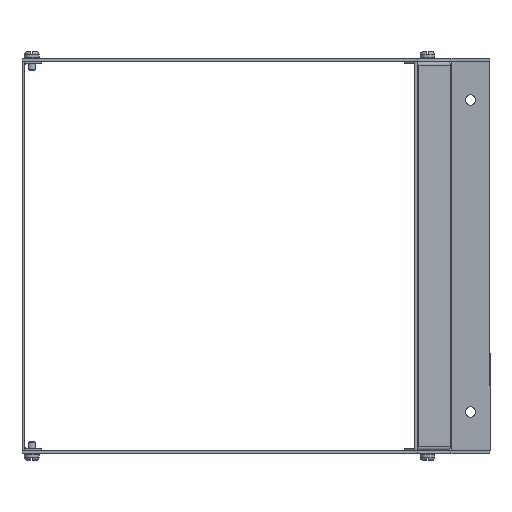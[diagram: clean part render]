
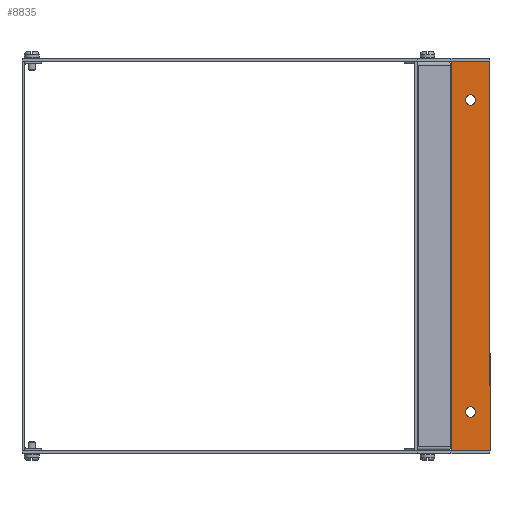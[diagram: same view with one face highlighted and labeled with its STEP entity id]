
A CAD part, front view. The second image highlights one B-rep face of the part: STEP entity #8835.
In plain terms, the highlighted planar face has unit normal (0, -1, 0).
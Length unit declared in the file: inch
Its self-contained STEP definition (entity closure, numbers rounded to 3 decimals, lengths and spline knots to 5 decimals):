
#360 = LINE ( 'NONE', #16017, #4811 ) ;
#382 = ORIENTED_EDGE ( 'NONE', *, *, #14522, .T. ) ;
#543 = EDGE_LOOP ( 'NONE', ( #1862, #382 ) ) ;
#1001 = DIRECTION ( 'NONE',  ( -1., 0., 0. ) ) ;
#1002 = EDGE_CURVE ( 'NONE', #9650, #6764, #15557, .T. ) ;
#1177 = ORIENTED_EDGE ( 'NONE', *, *, #9528, .T. ) ;
#1208 = CARTESIAN_POINT ( 'NONE',  ( 5.94168, -5.07182, 0. ) ) ;
#1255 = DIRECTION ( 'NONE',  ( 0., 0., -1. ) ) ;
#1431 = VERTEX_POINT ( 'NONE', #12868 ) ;
#1531 = DIRECTION ( 'NONE',  ( -1., 0., 0. ) ) ;
#1862 = ORIENTED_EDGE ( 'NONE', *, *, #2413, .T. ) ;
#1870 = DIRECTION ( 'NONE',  ( 0., 0., -1. ) ) ;
#1872 = DIRECTION ( 'NONE',  ( 0., 1., 0. ) ) ;
#2038 = DIRECTION ( 'NONE',  ( 1., 0., 0. ) ) ;
#2045 = CARTESIAN_POINT ( 'NONE',  ( 6.29518, -5.07182, -9. ) ) ;
#2099 = EDGE_CURVE ( 'NONE', #6764, #1431, #4689, .T. ) ;
#2413 = EDGE_CURVE ( 'NONE', #15843, #13170, #12504, .T. ) ;
#2546 = CARTESIAN_POINT ( 'NONE',  ( 6.42818, -5.07182, -1. ) ) ;
#2592 = AXIS2_PLACEMENT_3D ( 'NONE', #2546, #8734, #7715 ) ;
#2786 = EDGE_CURVE ( 'NONE', #14066, #12765, #8154, .T. ) ;
#3054 = DIRECTION ( 'NONE',  ( -1., 0., 0. ) ) ;
#4250 = CARTESIAN_POINT ( 'NONE',  ( 6.29518, -5.07182, -1. ) ) ;
#4354 = CARTESIAN_POINT ( 'NONE',  ( 6.42818, -5.07182, -9. ) ) ;
#4359 = DIRECTION ( 'NONE',  ( 0., 0., -1. ) ) ;
#4681 = AXIS2_PLACEMENT_3D ( 'NONE', #6436, #8975, #1001 ) ;
#4689 = LINE ( 'NONE', #9841, #16005 ) ;
#4811 = VECTOR ( 'NONE', #5703, 39.37008 ) ;
#5296 = VERTEX_POINT ( 'NONE', #8858 ) ;
#5424 = CIRCLE ( 'NONE', #14853, 0.133 ) ;
#5703 = DIRECTION ( 'NONE',  ( 0., 0., 1. ) ) ;
#6436 = CARTESIAN_POINT ( 'NONE',  ( 6.42818, -5.07182, -1. ) ) ;
#6443 = EDGE_CURVE ( 'NONE', #12765, #9650, #10853, .T. ) ;
#6602 = VECTOR ( 'NONE', #1870, 39.37008 ) ;
#6764 = VERTEX_POINT ( 'NONE', #13363 ) ;
#6799 = ORIENTED_EDGE ( 'NONE', *, *, #13132, .T. ) ;
#6993 = EDGE_LOOP ( 'NONE', ( #8520, #1177, #15095, #13400, #7618, #7804 ) ) ;
#7590 = EDGE_CURVE ( 'NONE', #5296, #10749, #9082, .T. ) ;
#7618 = ORIENTED_EDGE ( 'NONE', *, *, #6443, .T. ) ;
#7715 = DIRECTION ( 'NONE',  ( -1., 0., 0. ) ) ;
#7804 = ORIENTED_EDGE ( 'NONE', *, *, #1002, .T. ) ;
#8015 = AXIS2_PLACEMENT_3D ( 'NONE', #8051, #9173, #1531 ) ;
#8051 = CARTESIAN_POINT ( 'NONE',  ( 3.72218, -5.07182, 0. ) ) ;
#8154 = LINE ( 'NONE', #13308, #16018 ) ;
#8333 = FACE_BOUND ( 'NONE', #543, .T. ) ;
#8520 = ORIENTED_EDGE ( 'NONE', *, *, #2099, .T. ) ;
#8539 = CIRCLE ( 'NONE', #2592, 0.133 ) ;
#8734 = DIRECTION ( 'NONE',  ( 0., 1., 0. ) ) ;
#8835 = ADVANCED_FACE ( 'NONE', ( #10788, #8333, #13483 ), #13048, .T. ) ;
#8858 = CARTESIAN_POINT ( 'NONE',  ( 6.56118, -5.07182, -9. ) ) ;
#8975 = DIRECTION ( 'NONE',  ( 0., 1., 0. ) ) ;
#9082 = CIRCLE ( 'NONE', #15549, 0.133 ) ;
#9173 = DIRECTION ( 'NONE',  ( 0., -1., 0. ) ) ;
#9515 = CARTESIAN_POINT ( 'NONE',  ( 5.94168, -5.07182, -9.892 ) ) ;
#9528 = EDGE_CURVE ( 'NONE', #1431, #10257, #360, .T. ) ;
#9650 = VERTEX_POINT ( 'NONE', #9515 ) ;
#9791 = CARTESIAN_POINT ( 'NONE',  ( 5.94168, -5.07182, -0.108 ) ) ;
#9841 = CARTESIAN_POINT ( 'NONE',  ( 4.36589, -5.07182, -10. ) ) ;
#10257 = VERTEX_POINT ( 'NONE', #10499 ) ;
#10499 = CARTESIAN_POINT ( 'NONE',  ( 6.92818, -5.07182, 0. ) ) ;
#10604 = CARTESIAN_POINT ( 'NONE',  ( 6.56118, -5.07182, -1. ) ) ;
#10749 = VERTEX_POINT ( 'NONE', #2045 ) ;
#10788 = FACE_OUTER_BOUND ( 'NONE', #6993, .T. ) ;
#10853 = LINE ( 'NONE', #11022, #6602 ) ;
#10870 = CARTESIAN_POINT ( 'NONE',  ( 6.63288, -5.07182, 0. ) ) ;
#11022 = CARTESIAN_POINT ( 'NONE',  ( 5.94168, -5.07182, 0. ) ) ;
#11116 = VECTOR ( 'NONE', #1255, 39.37008 ) ;
#11172 = EDGE_LOOP ( 'NONE', ( #6799, #12851 ) ) ;
#12202 = DIRECTION ( 'NONE',  ( -1., 0., 0. ) ) ;
#12504 = CIRCLE ( 'NONE', #4681, 0.133 ) ;
#12765 = VERTEX_POINT ( 'NONE', #9791 ) ;
#12851 = ORIENTED_EDGE ( 'NONE', *, *, #7590, .T. ) ;
#12868 = CARTESIAN_POINT ( 'NONE',  ( 6.92818, -5.07182, -10. ) ) ;
#13048 = PLANE ( 'NONE',  #8015 ) ;
#13132 = EDGE_CURVE ( 'NONE', #10749, #5296, #5424, .T. ) ;
#13145 = DIRECTION ( 'NONE',  ( 0., 1., 0. ) ) ;
#13170 = VERTEX_POINT ( 'NONE', #10604 ) ;
#13308 = CARTESIAN_POINT ( 'NONE',  ( 5.94168, -5.07182, 0. ) ) ;
#13363 = CARTESIAN_POINT ( 'NONE',  ( 5.94168, -5.07182, -10. ) ) ;
#13400 = ORIENTED_EDGE ( 'NONE', *, *, #2786, .T. ) ;
#13483 = FACE_BOUND ( 'NONE', #11172, .T. ) ;
#14016 = EDGE_CURVE ( 'NONE', #10257, #14066, #15470, .T. ) ;
#14066 = VERTEX_POINT ( 'NONE', #1208 ) ;
#14522 = EDGE_CURVE ( 'NONE', #13170, #15843, #8539, .T. ) ;
#14565 = CARTESIAN_POINT ( 'NONE',  ( 6.42818, -5.07182, -9. ) ) ;
#14853 = AXIS2_PLACEMENT_3D ( 'NONE', #14565, #13145, #3054 ) ;
#15095 = ORIENTED_EDGE ( 'NONE', *, *, #14016, .T. ) ;
#15470 = LINE ( 'NONE', #10870, #16365 ) ;
#15549 = AXIS2_PLACEMENT_3D ( 'NONE', #4354, #1872, #12202 ) ;
#15557 = LINE ( 'NONE', #16759, #11116 ) ;
#15843 = VERTEX_POINT ( 'NONE', #4250 ) ;
#15945 = DIRECTION ( 'NONE',  ( -1., 0., 0. ) ) ;
#16005 = VECTOR ( 'NONE', #2038, 39.37008 ) ;
#16017 = CARTESIAN_POINT ( 'NONE',  ( 6.92818, -5.07182, 0. ) ) ;
#16018 = VECTOR ( 'NONE', #4359, 39.37008 ) ;
#16365 = VECTOR ( 'NONE', #15945, 39.37008 ) ;
#16759 = CARTESIAN_POINT ( 'NONE',  ( 5.94168, -5.07182, 0. ) ) ;
